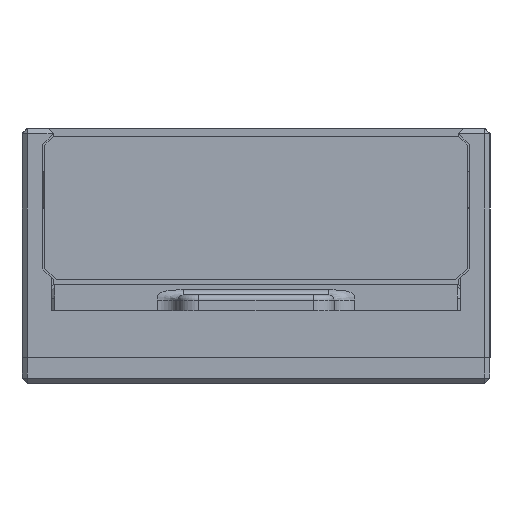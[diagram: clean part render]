
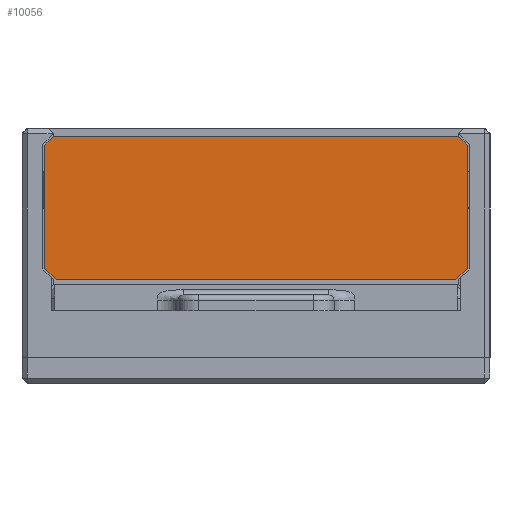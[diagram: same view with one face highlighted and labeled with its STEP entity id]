
A CAD part, left-side view. The second image highlights one B-rep face of the part: STEP entity #10056.
In plain terms, the highlighted planar face has unit normal (-1, 0, 0).
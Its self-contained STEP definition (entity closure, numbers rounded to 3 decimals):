
#1179=PLANE('',#11107);
#1666=FACE_OUTER_BOUND('',#2575,.T.);
#2575=EDGE_LOOP('',(#9108,#9109,#9110,#9111,#9112,#9113,#9114,#9115));
#3404=LINE('',#17324,#4243);
#3416=LINE('',#17347,#4255);
#3419=LINE('',#17353,#4258);
#3422=LINE('',#17359,#4261);
#3425=LINE('',#17365,#4264);
#3428=LINE('',#17371,#4267);
#3431=LINE('',#17377,#4270);
#3434=LINE('',#17382,#4273);
#4243=VECTOR('',#13829,10.);
#4255=VECTOR('',#13847,10.);
#4258=VECTOR('',#13852,10.);
#4261=VECTOR('',#13857,10.);
#4264=VECTOR('',#13862,10.);
#4267=VECTOR('',#13867,10.);
#4270=VECTOR('',#13872,10.);
#4273=VECTOR('',#13877,10.);
#5129=VERTEX_POINT('',#17322);
#5130=VERTEX_POINT('',#17323);
#5138=VERTEX_POINT('',#17345);
#5140=VERTEX_POINT('',#17351);
#5142=VERTEX_POINT('',#17357);
#5144=VERTEX_POINT('',#17363);
#5146=VERTEX_POINT('',#17369);
#5148=VERTEX_POINT('',#17375);
#6448=EDGE_CURVE('',#5129,#5130,#3404,.T.);
#6460=EDGE_CURVE('',#5138,#5129,#3416,.T.);
#6463=EDGE_CURVE('',#5140,#5138,#3419,.T.);
#6466=EDGE_CURVE('',#5142,#5140,#3422,.T.);
#6469=EDGE_CURVE('',#5142,#5144,#3425,.T.);
#6472=EDGE_CURVE('',#5144,#5146,#3428,.T.);
#6475=EDGE_CURVE('',#5146,#5148,#3431,.T.);
#6478=EDGE_CURVE('',#5148,#5130,#3434,.T.);
#9108=ORIENTED_EDGE('',*,*,#6469,.T.);
#9109=ORIENTED_EDGE('',*,*,#6472,.T.);
#9110=ORIENTED_EDGE('',*,*,#6475,.T.);
#9111=ORIENTED_EDGE('',*,*,#6478,.T.);
#9112=ORIENTED_EDGE('',*,*,#6448,.F.);
#9113=ORIENTED_EDGE('',*,*,#6460,.F.);
#9114=ORIENTED_EDGE('',*,*,#6463,.F.);
#9115=ORIENTED_EDGE('',*,*,#6466,.F.);
#10056=ADVANCED_FACE('',(#1666),#1179,.T.);
#11107=AXIS2_PLACEMENT_3D('',#17389,#13885,#13886);
#13829=DIRECTION('',(0.,-1.,0.));
#13847=DIRECTION('',(0.,-0.707,0.707));
#13852=DIRECTION('',(0.,0.,1.));
#13857=DIRECTION('',(0.,0.707,0.707));
#13862=DIRECTION('',(0.,-1.,0.));
#13867=DIRECTION('',(0.,-0.707,0.707));
#13872=DIRECTION('',(0.,0.,1.));
#13877=DIRECTION('',(0.,0.707,0.707));
#13885=DIRECTION('center_axis',(-1.,0.,0.));
#13886=DIRECTION('ref_axis',(0.,-1.,0.));
#17322=CARTESIAN_POINT('',(-66.25,39.,42.434));
#17323=CARTESIAN_POINT('',(-66.25,-39.,42.434));
#17324=CARTESIAN_POINT('',(-66.25,39.,42.434));
#17345=CARTESIAN_POINT('',(-66.25,40.6,40.834));
#17347=CARTESIAN_POINT('',(-66.25,40.6,40.834));
#17351=CARTESIAN_POINT('',(-66.25,40.6,17.166));
#17353=CARTESIAN_POINT('',(-66.25,40.6,17.166));
#17357=CARTESIAN_POINT('',(-66.25,38.434,15.));
#17359=CARTESIAN_POINT('',(-66.25,38.434,15.));
#17363=CARTESIAN_POINT('',(-66.25,-38.434,15.));
#17365=CARTESIAN_POINT('',(-66.25,39.,15.));
#17369=CARTESIAN_POINT('',(-66.25,-40.6,17.166));
#17371=CARTESIAN_POINT('',(-66.25,-38.434,15.));
#17375=CARTESIAN_POINT('',(-66.25,-40.6,40.834));
#17377=CARTESIAN_POINT('',(-66.25,-40.6,17.166));
#17382=CARTESIAN_POINT('',(-66.25,-40.6,40.834));
#17389=CARTESIAN_POINT('Origin',(-66.25,0.,28.717));
